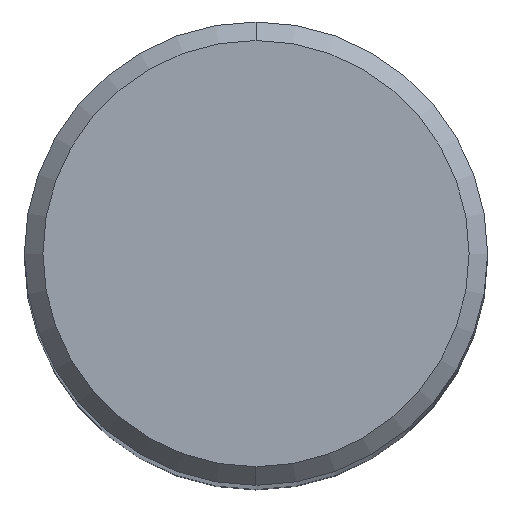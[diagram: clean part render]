
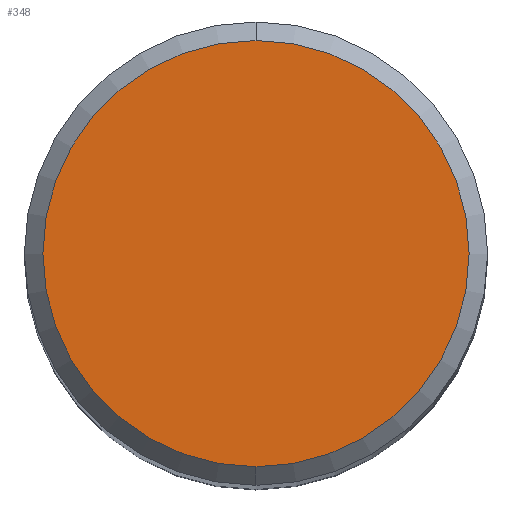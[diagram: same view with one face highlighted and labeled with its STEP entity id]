
A CAD part, top view. The second image highlights one B-rep face of the part: STEP entity #348.
In plain terms, the highlighted planar face has unit normal (0, 0, 1).
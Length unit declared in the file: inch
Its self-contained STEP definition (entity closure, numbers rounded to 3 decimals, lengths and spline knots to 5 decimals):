
#26 = DIRECTION ( 'NONE',  ( 0., 1., 0. ) ) ;
#67 = ORIENTED_EDGE ( 'NONE', *, *, #239, .T. ) ;
#76 = CARTESIAN_POINT ( 'NONE',  ( 0., -0.23, 0. ) ) ;
#89 = AXIS2_PLACEMENT_3D ( 'NONE', #247, #95, #90 ) ;
#90 = DIRECTION ( 'NONE',  ( 0., -1., 0. ) ) ;
#92 = DIRECTION ( 'NONE',  ( 0., -1., 0. ) ) ;
#94 = EDGE_LOOP ( 'NONE', ( #67, #356 ) ) ;
#95 = DIRECTION ( 'NONE',  ( 0., 0., 1. ) ) ;
#152 = FACE_OUTER_BOUND ( 'NONE', #94, .T. ) ;
#156 = CARTESIAN_POINT ( 'NONE',  ( 0., 0.23, 0. ) ) ;
#188 = PLANE ( 'NONE',  #258 ) ;
#193 = VERTEX_POINT ( 'NONE', #76 ) ;
#208 = CIRCLE ( 'NONE', #388, 0.23 ) ;
#232 = CIRCLE ( 'NONE', #89, 0.23 ) ;
#239 = EDGE_CURVE ( 'NONE', #371, #193, #232, .T. ) ;
#247 = CARTESIAN_POINT ( 'NONE',  ( 0., 0., 0. ) ) ;
#258 = AXIS2_PLACEMENT_3D ( 'NONE', #278, #410, #26 ) ;
#278 = CARTESIAN_POINT ( 'NONE',  ( 0., 0.23, 0. ) ) ;
#330 = EDGE_CURVE ( 'NONE', #193, #371, #208, .T. ) ;
#348 = ADVANCED_FACE ( 'NONE', ( #152 ), #188, .F. ) ;
#349 = CARTESIAN_POINT ( 'NONE',  ( 0., 0., 0. ) ) ;
#356 = ORIENTED_EDGE ( 'NONE', *, *, #330, .T. ) ;
#371 = VERTEX_POINT ( 'NONE', #156 ) ;
#373 = DIRECTION ( 'NONE',  ( 0., 0., 1. ) ) ;
#388 = AXIS2_PLACEMENT_3D ( 'NONE', #349, #373, #92 ) ;
#410 = DIRECTION ( 'NONE',  ( 0., 0., -1. ) ) ;
